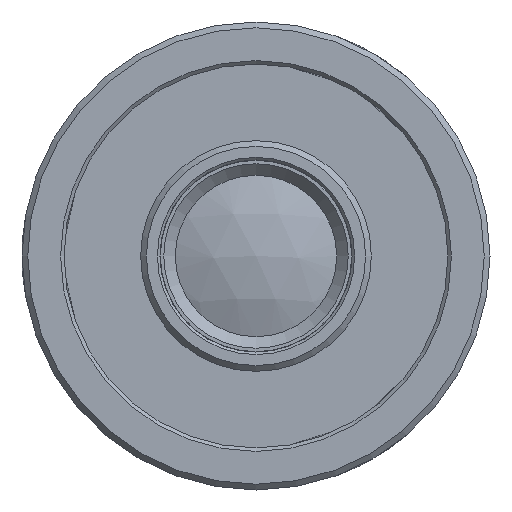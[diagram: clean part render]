
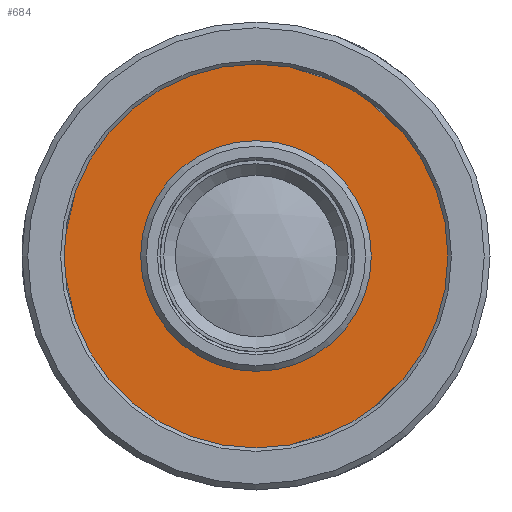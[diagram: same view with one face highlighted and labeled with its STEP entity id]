
A CAD part, front view. The second image highlights one B-rep face of the part: STEP entity #684.
In plain terms, the highlighted planar face has unit normal (0, -1, 0).
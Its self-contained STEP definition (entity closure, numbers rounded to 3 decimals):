
#13 = DIRECTION ( 'NONE',  ( -1., 0., 0. ) ) ;
#29 = DIRECTION ( 'NONE',  ( 1., 0., 0. ) ) ;
#35 = DIRECTION ( 'NONE',  ( 0., -1., 0. ) ) ;
#56 = CARTESIAN_POINT ( 'NONE',  ( -8.513, -36.688, 0. ) ) ;
#94 = FACE_OUTER_BOUND ( 'NONE', #1302, .T. ) ;
#119 = PLANE ( 'NONE',  #1179 ) ;
#239 = FACE_BOUND ( 'NONE', #494, .T. ) ;
#365 = CARTESIAN_POINT ( 'NONE',  ( 8.137, -36.688, 0. ) ) ;
#427 = CIRCLE ( 'NONE', #521, 16.65 ) ;
#494 = EDGE_LOOP ( 'NONE', ( #921 ) ) ;
#505 = DIRECTION ( 'NONE',  ( 0., -1., 0. ) ) ;
#521 = AXIS2_PLACEMENT_3D ( 'NONE', #852, #35, #1444 ) ;
#552 = DIRECTION ( 'NONE',  ( 0., 1., 0. ) ) ;
#656 = AXIS2_PLACEMENT_3D ( 'NONE', #56, #505, #29 ) ;
#684 = ADVANCED_FACE ( 'NONE', ( #239, #94 ), #119, .F. ) ;
#745 = ORIENTED_EDGE ( 'NONE', *, *, #1331, .T. ) ;
#807 = VERTEX_POINT ( 'NONE', #1088 ) ;
#852 = CARTESIAN_POINT ( 'NONE',  ( -8.513, -36.688, 0. ) ) ;
#887 = EDGE_CURVE ( 'NONE', #807, #807, #930, .T. ) ;
#921 = ORIENTED_EDGE ( 'NONE', *, *, #887, .F. ) ;
#930 = CIRCLE ( 'NONE', #656, 10.004 ) ;
#950 = VERTEX_POINT ( 'NONE', #365 ) ;
#1051 = CARTESIAN_POINT ( 'NONE',  ( -8.513, -36.688, 0. ) ) ;
#1088 = CARTESIAN_POINT ( 'NONE',  ( 1.491, -36.688, 0. ) ) ;
#1179 = AXIS2_PLACEMENT_3D ( 'NONE', #1051, #552, #13 ) ;
#1302 = EDGE_LOOP ( 'NONE', ( #745 ) ) ;
#1331 = EDGE_CURVE ( 'NONE', #950, #950, #427, .T. ) ;
#1444 = DIRECTION ( 'NONE',  ( 1., 0., 0. ) ) ;
